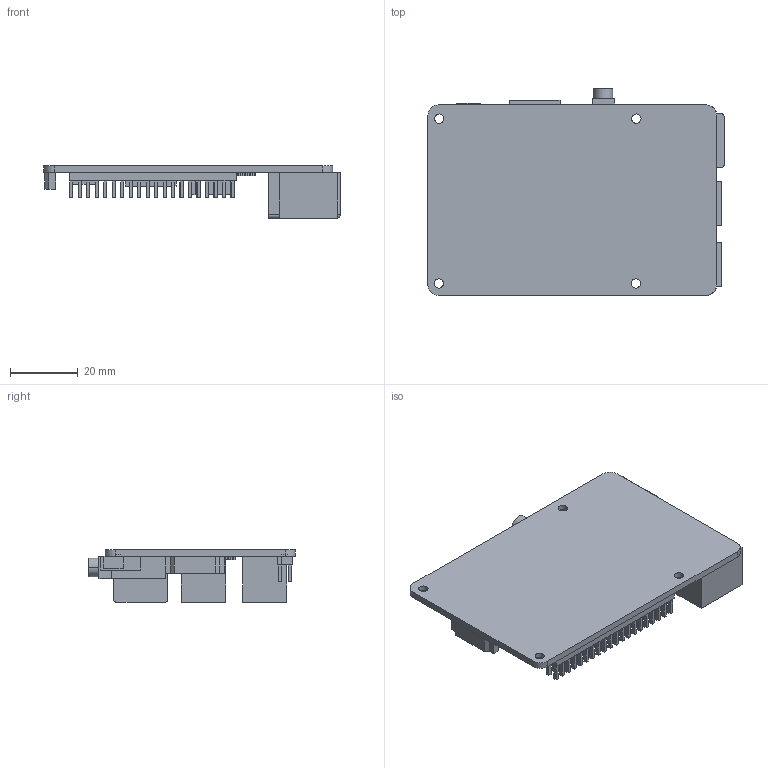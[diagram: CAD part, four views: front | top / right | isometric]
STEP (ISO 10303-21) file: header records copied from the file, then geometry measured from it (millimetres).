
FILE_DESCRIPTION (( 'STEP AP214' ), '1' );
FILE_NAME ('User Library-rpi.STEP', '2021-06-05T12:44:01', ( '' ), ( '' ), 'SwSTEP 2.0', 'SolidWorks 2021', '' );
FILE_SCHEMA (( 'AUTOMOTIVE_DESIGN' ));
Length unit declared in the file: centimetre
Products named in the file (1): User Library-rpi
Bounding box: 87.22 x 60.77 x 15.5 mm (x, y, z)
Volume: 17866.7 mm3; surface area: 20684.8 mm2
Topology: 1 solids, 1 shells, 915 faces, 2423 edges, 1608 vertices
Faces by surface type: plane 760, bspline 124, cylinder 29, sphere 2
Entity records: 35632 total; most frequent: CARTESIAN_POINT 11565, ORIENTED_EDGE 4842, DIRECTION 3817, EDGE_CURVE 2421, VECTOR 2113, LINE 2113, VERTEX_POINT 1608, EDGE_LOOP 1023
